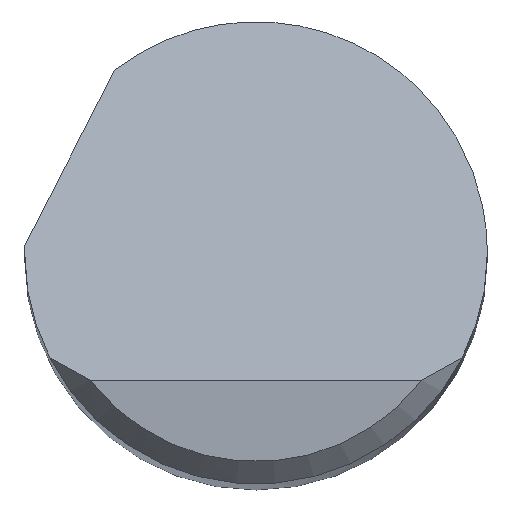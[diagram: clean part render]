
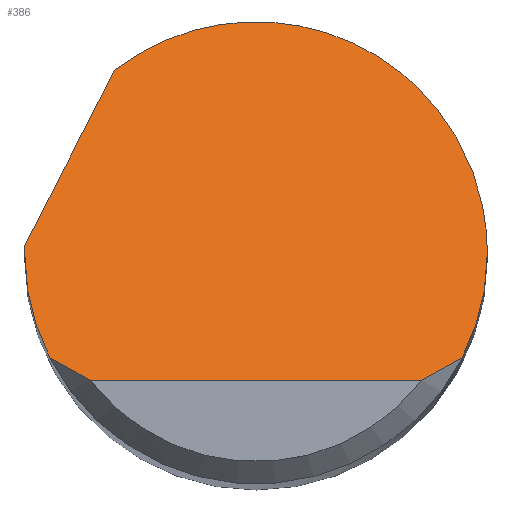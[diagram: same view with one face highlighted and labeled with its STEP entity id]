
A CAD part, top view. The second image highlights one B-rep face of the part: STEP entity #386.
In plain terms, the highlighted planar face has unit normal (0, 0.707, 0.707).
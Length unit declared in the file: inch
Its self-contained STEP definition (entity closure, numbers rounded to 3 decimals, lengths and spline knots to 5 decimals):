
#17 =( BOUNDED_CURVE ( )  B_SPLINE_CURVE ( 3, ( #135, #363, #53, #250 ),
 .UNSPECIFIED., .F., .T. ) 
 B_SPLINE_CURVE_WITH_KNOTS ( ( 4, 4 ),
 ( 5.62792, 7.85398 ),
 .UNSPECIFIED. ) 
 CURVE ( )  GEOMETRIC_REPRESENTATION_ITEM ( )  RATIONAL_B_SPLINE_CURVE ( ( 1., 0.628, 0.628, 1. ) ) 
 REPRESENTATION_ITEM ( '' )  );
#24 = CARTESIAN_POINT ( 'NONE',  ( -0.13035, -0.07657, 2.49032 ) ) ;
#28 = CARTESIAN_POINT ( 'NONE',  ( 0.15625, 0., 2.41375 ) ) ;
#33 = LINE ( 'NONE', #167, #132 ) ;
#53 = CARTESIAN_POINT ( 'NONE',  ( 0.15625, 0.1488, 2.26495 ) ) ;
#59 = VERTEX_POINT ( 'NONE', #75 ) ;
#61 = VERTEX_POINT ( 'NONE', #191 ) ;
#64 = CARTESIAN_POINT ( 'NONE',  ( -0.15625, 0.00167, 2.41208 ) ) ;
#75 = CARTESIAN_POINT ( 'NONE',  ( -0.11186, -0.08625, 2.5 ) ) ;
#81 = CARTESIAN_POINT ( 'NONE',  ( -0.15625, -0.08625, 2.5 ) ) ;
#84 = ORIENTED_EDGE ( 'NONE', *, *, #298, .F. ) ;
#86 = CARTESIAN_POINT ( 'NONE',  ( 0.15625, 0., 2.41375 ) ) ;
#88 = CARTESIAN_POINT ( 'NONE',  ( -0.15625, 0., 2.41375 ) ) ;
#99 = CARTESIAN_POINT ( 'NONE',  ( -0.15617, 0.005, 2.40875 ) ) ;
#111 =( BOUNDED_CURVE ( )  B_SPLINE_CURVE ( 3, ( #86, #375, #350, #377 ),
 .UNSPECIFIED., .F., .T. ) 
 B_SPLINE_CURVE_WITH_KNOTS ( ( 4, 4 ),
 ( 1.5708, 2.04429 ),
 .UNSPECIFIED. ) 
 CURVE ( )  GEOMETRIC_REPRESENTATION_ITEM ( )  RATIONAL_B_SPLINE_CURVE ( ( 1., 0.981, 0.981, 1. ) ) 
 REPRESENTATION_ITEM ( '' )  );
#122 = FACE_OUTER_BOUND ( 'NONE', #396, .T. ) ;
#127 = LINE ( 'NONE', #347, #448 ) ;
#132 = VECTOR ( 'NONE', #469, 39.37008 ) ;
#135 = CARTESIAN_POINT ( 'NONE',  ( -0.09521, 0.12389, 2.28986 ) ) ;
#140 = ORIENTED_EDGE ( 'NONE', *, *, #198, .F. ) ;
#147 = VERTEX_POINT ( 'NONE', #427 ) ;
#151 = VERTEX_POINT ( 'NONE', #88 ) ;
#156 = CARTESIAN_POINT ( 'NONE',  ( 0.11186, -0.08625, 2.5 ) ) ;
#165 = EDGE_CURVE ( 'NONE', #151, #354, #348, .T. ) ;
#167 = CARTESIAN_POINT ( 'NONE',  ( -0.19753, -0.07567, 2.48942 ) ) ;
#168 = CARTESIAN_POINT ( 'NONE',  ( -0.13906, -0.07125, 2.485 ) ) ;
#174 = EDGE_CURVE ( 'NONE', #260, #147, #309, .T. ) ;
#176 = EDGE_CURVE ( 'NONE', #61, #59, #222, .T. ) ;
#178 = CARTESIAN_POINT ( 'NONE',  ( -0.15625, 0., 2.41375 ) ) ;
#181 = CARTESIAN_POINT ( 'NONE',  ( 0.13906, -0.07125, 2.485 ) ) ;
#186 = EDGE_CURVE ( 'NONE', #249, #187, #17, .T. ) ;
#187 = VERTEX_POINT ( 'NONE', #28 ) ;
#191 = CARTESIAN_POINT ( 'NONE',  ( -0.13906, -0.07125, 2.485 ) ) ;
#198 = EDGE_CURVE ( 'NONE', #354, #249, #33, .T. ) ;
#200 = DIRECTION ( 'NONE',  ( 1., 0., 0. ) ) ;
#202 = CARTESIAN_POINT ( 'NONE',  ( -0.15617, 0.005, 2.40875 ) ) ;
#216 = CARTESIAN_POINT ( 'NONE',  ( -0.09521, 0.12389, 2.28986 ) ) ;
#220 = CARTESIAN_POINT ( 'NONE',  ( -0.11186, -0.08625, 2.5 ) ) ;
#222 = B_SPLINE_CURVE_WITH_KNOTS ( 'NONE', 3,
 ( #404, #24, #478, #220 ),
 .UNSPECIFIED., .F., .F.,
 ( 4, 4 ),
 ( 0., 0.00088 ),
 .UNSPECIFIED. ) ;
#225 = ORIENTED_EDGE ( 'NONE', *, *, #174, .T. ) ;
#237 = ORIENTED_EDGE ( 'NONE', *, *, #165, .F. ) ;
#249 = VERTEX_POINT ( 'NONE', #216 ) ;
#250 = CARTESIAN_POINT ( 'NONE',  ( 0.15625, 0., 2.41375 ) ) ;
#251 = ORIENTED_EDGE ( 'NONE', *, *, #186, .F. ) ;
#254 = CARTESIAN_POINT ( 'NONE',  ( -0.15625, 0., 2.41375 ) ) ;
#260 = VERTEX_POINT ( 'NONE', #156 ) ;
#261 = EDGE_CURVE ( 'NONE', #59, #260, #127, .T. ) ;
#264 =( BOUNDED_CURVE ( )  B_SPLINE_CURVE ( 3, ( #168, #359, #333, #178 ),
 .UNSPECIFIED., .F., .T. ) 
 B_SPLINE_CURVE_WITH_KNOTS ( ( 4, 4 ),
 ( 4.23889, 4.71239 ),
 .UNSPECIFIED. ) 
 CURVE ( )  GEOMETRIC_REPRESENTATION_ITEM ( )  RATIONAL_B_SPLINE_CURVE ( ( 1., 0.981, 0.981, 1. ) ) 
 REPRESENTATION_ITEM ( '' )  );
#270 = PLANE ( 'NONE',  #406 ) ;
#288 = CARTESIAN_POINT ( 'NONE',  ( 0.12131, -0.0816, 2.49535 ) ) ;
#291 = CARTESIAN_POINT ( 'NONE',  ( -0.15622, 0.00333, 2.41042 ) ) ;
#298 = EDGE_CURVE ( 'NONE', #187, #147, #111, .T. ) ;
#309 = B_SPLINE_CURVE_WITH_KNOTS ( 'NONE', 3,
 ( #332, #288, #402, #181 ),
 .UNSPECIFIED., .F., .F.,
 ( 4, 4 ),
 ( 0., 0.00088 ),
 .UNSPECIFIED. ) ;
#315 = DIRECTION ( 'NONE',  ( 0., -0.707, -0.707 ) ) ;
#332 = CARTESIAN_POINT ( 'NONE',  ( 0.11186, -0.08625, 2.5 ) ) ;
#333 = CARTESIAN_POINT ( 'NONE',  ( -0.15625, -0.02489, 2.43864 ) ) ;
#347 = CARTESIAN_POINT ( 'NONE',  ( 0., -0.08625, 2.5 ) ) ;
#348 =( BOUNDED_CURVE ( )  B_SPLINE_CURVE ( 3, ( #254, #64, #291, #99 ),
 .UNSPECIFIED., .F., .T. ) 
 B_SPLINE_CURVE_WITH_KNOTS ( ( 4, 4 ),
 ( 4.71239, 4.74439 ),
 .UNSPECIFIED. ) 
 CURVE ( )  GEOMETRIC_REPRESENTATION_ITEM ( )  RATIONAL_B_SPLINE_CURVE ( ( 1., 1., 1., 1. ) ) 
 REPRESENTATION_ITEM ( '' )  );
#350 = CARTESIAN_POINT ( 'NONE',  ( 0.15041, -0.04909, 2.46284 ) ) ;
#354 = VERTEX_POINT ( 'NONE', #202 ) ;
#359 = CARTESIAN_POINT ( 'NONE',  ( -0.15041, -0.04909, 2.46284 ) ) ;
#363 = CARTESIAN_POINT ( 'NONE',  ( 0.02277, 0.21456, 2.19919 ) ) ;
#371 = ORIENTED_EDGE ( 'NONE', *, *, #395, .F. ) ;
#375 = CARTESIAN_POINT ( 'NONE',  ( 0.15625, -0.02489, 2.43864 ) ) ;
#377 = CARTESIAN_POINT ( 'NONE',  ( 0.13906, -0.07125, 2.485 ) ) ;
#386 = ADVANCED_FACE ( 'NONE', ( #122 ), #270, .F. ) ;
#395 = EDGE_CURVE ( 'NONE', #61, #151, #264, .T. ) ;
#396 = EDGE_LOOP ( 'NONE', ( #476, #225, #84, #251, #140, #237, #371, #449 ) ) ;
#402 = CARTESIAN_POINT ( 'NONE',  ( 0.13035, -0.07657, 2.49032 ) ) ;
#404 = CARTESIAN_POINT ( 'NONE',  ( -0.13906, -0.07125, 2.485 ) ) ;
#406 = AXIS2_PLACEMENT_3D ( 'NONE', #81, #315, #463 ) ;
#427 = CARTESIAN_POINT ( 'NONE',  ( 0.13906, -0.07125, 2.485 ) ) ;
#448 = VECTOR ( 'NONE', #200, 39.37008 ) ;
#449 = ORIENTED_EDGE ( 'NONE', *, *, #176, .T. ) ;
#463 = DIRECTION ( 'NONE',  ( 0., 0.707, -0.707 ) ) ;
#469 = DIRECTION ( 'NONE',  ( 0.341, 0.665, -0.665 ) ) ;
#476 = ORIENTED_EDGE ( 'NONE', *, *, #261, .T. ) ;
#478 = CARTESIAN_POINT ( 'NONE',  ( -0.12131, -0.0816, 2.49535 ) ) ;
